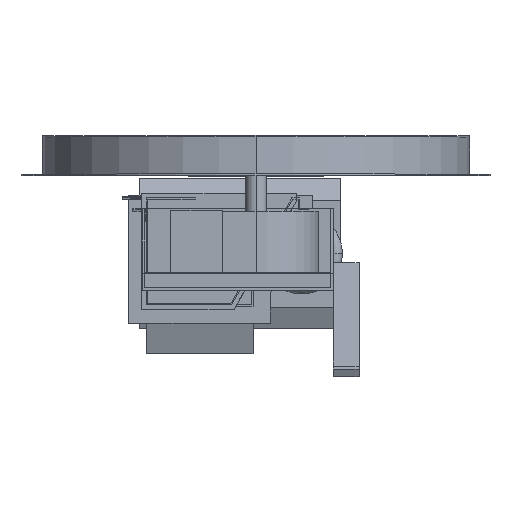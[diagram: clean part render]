
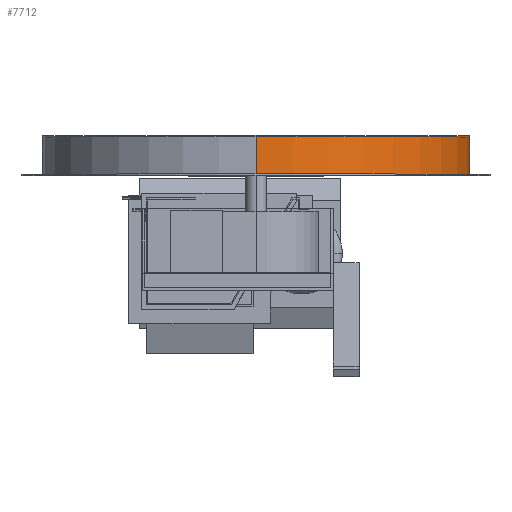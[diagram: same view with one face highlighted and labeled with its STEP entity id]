
A CAD part, top view. The second image highlights one B-rep face of the part: STEP entity #7712.
In plain terms, the highlighted cylindrical face has radius 500 mm (diameter 1000 mm), a partial arc.
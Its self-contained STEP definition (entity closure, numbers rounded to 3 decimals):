
#266 = DIRECTION ( 'NONE',  ( 0., 1., 0. ) ) ;
#589 = AXIS2_PLACEMENT_3D ( 'NONE', #5006, #8669, #7306 ) ;
#979 = AXIS2_PLACEMENT_3D ( 'NONE', #4233, #8083, #4417 ) ;
#1489 = EDGE_CURVE ( 'NONE', #2832, #6881, #5282, .T. ) ;
#1657 = DIRECTION ( 'NONE',  ( 0., 0., 1. ) ) ;
#1720 = CARTESIAN_POINT ( 'NONE',  ( 257., 392., 2565. ) ) ;
#1820 = EDGE_CURVE ( 'NONE', #6881, #6956, #7771, .T. ) ;
#2195 = CARTESIAN_POINT ( 'NONE',  ( 257., 395., 2565. ) ) ;
#2832 = VERTEX_POINT ( 'NONE', #6181 ) ;
#3212 = DIRECTION ( 'NONE',  ( 0., 1., 0. ) ) ;
#3766 = ORIENTED_EDGE ( 'NONE', *, *, #1820, .T. ) ;
#3940 = CARTESIAN_POINT ( 'NONE',  ( 257., 392., 3565. ) ) ;
#4233 = CARTESIAN_POINT ( 'NONE',  ( 257., 305., 3065. ) ) ;
#4417 = DIRECTION ( 'NONE',  ( 0., 0., 1. ) ) ;
#4673 = EDGE_LOOP ( 'NONE', ( #6441, #3766, #9481, #7136 ) ) ;
#5006 = CARTESIAN_POINT ( 'NONE',  ( 257., 395., 3065. ) ) ;
#5235 = CARTESIAN_POINT ( 'NONE',  ( 257., 305., 2565. ) ) ;
#5282 = CIRCLE ( 'NONE', #979, 500. ) ;
#5380 = CIRCLE ( 'NONE', #589, 500. ) ;
#5554 = VECTOR ( 'NONE', #266, 1000. ) ;
#5555 = CYLINDRICAL_SURFACE ( 'NONE', #5563, 500. ) ;
#5563 = AXIS2_PLACEMENT_3D ( 'NONE', #7055, #3212, #1657 ) ;
#5565 = DIRECTION ( 'NONE',  ( 0., 1., 0. ) ) ;
#5751 = CARTESIAN_POINT ( 'NONE',  ( 257., 395., 3565. ) ) ;
#5983 = EDGE_CURVE ( 'NONE', #9311, #6956, #5380, .T. ) ;
#6181 = CARTESIAN_POINT ( 'NONE',  ( 257., 305., 3565. ) ) ;
#6441 = ORIENTED_EDGE ( 'NONE', *, *, #1489, .T. ) ;
#6719 = VECTOR ( 'NONE', #5565, 1000. ) ;
#6881 = VERTEX_POINT ( 'NONE', #5235 ) ;
#6956 = VERTEX_POINT ( 'NONE', #2195 ) ;
#7055 = CARTESIAN_POINT ( 'NONE',  ( 257., 392., 3065. ) ) ;
#7136 = ORIENTED_EDGE ( 'NONE', *, *, #7404, .F. ) ;
#7306 = DIRECTION ( 'NONE',  ( 0., 0., 1. ) ) ;
#7404 = EDGE_CURVE ( 'NONE', #2832, #9311, #8481, .T. ) ;
#7712 = ADVANCED_FACE ( 'NONE', ( #8715 ), #5555, .T. ) ;
#7771 = LINE ( 'NONE', #1720, #6719 ) ;
#8083 = DIRECTION ( 'NONE',  ( 0., 1., 0. ) ) ;
#8481 = LINE ( 'NONE', #3940, #5554 ) ;
#8669 = DIRECTION ( 'NONE',  ( 0., 1., 0. ) ) ;
#8715 = FACE_OUTER_BOUND ( 'NONE', #4673, .T. ) ;
#9311 = VERTEX_POINT ( 'NONE', #5751 ) ;
#9481 = ORIENTED_EDGE ( 'NONE', *, *, #5983, .F. ) ;
